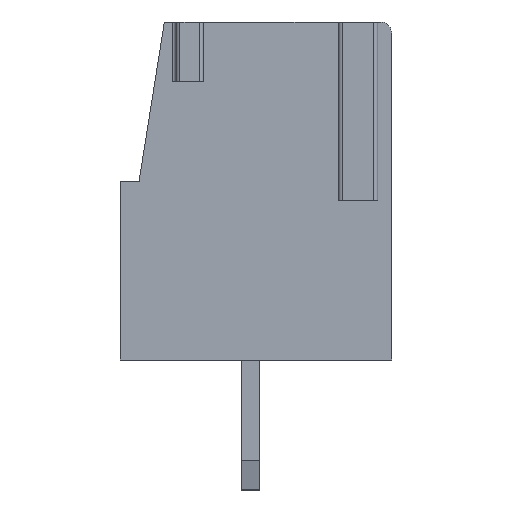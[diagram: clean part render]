
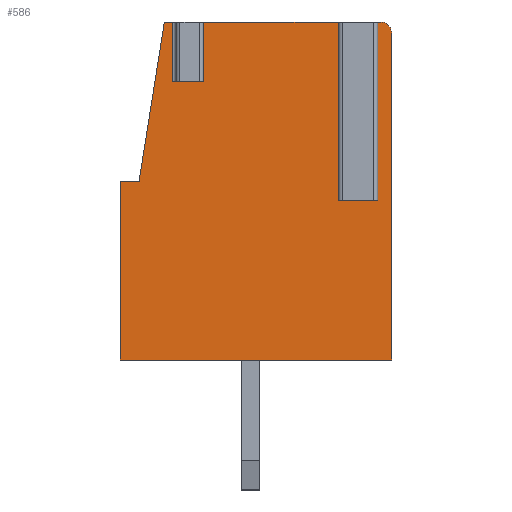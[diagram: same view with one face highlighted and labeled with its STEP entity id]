
A CAD part, left-side view. The second image highlights one B-rep face of the part: STEP entity #586.
In plain terms, the highlighted planar face has unit normal (-1, 0, 0).
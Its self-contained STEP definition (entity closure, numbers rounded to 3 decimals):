
#586 = ADVANCED_FACE( '', ( #1131 ), #1132, .F. );
#1131 = FACE_OUTER_BOUND( '', #1652, .T. );
#1132 = PLANE( '', #1653 );
#1652 = EDGE_LOOP( '', ( #3266, #3267, #3268, #3269, #3270, #3271, #3272, #3273, #3274, #3275, #3276, #3277, #3278, #3279, #3280 ) );
#1653 = AXIS2_PLACEMENT_3D( '', #3281, #3282, #3283 );
#3266 = ORIENTED_EDGE( '', *, *, #3779, .T. );
#3267 = ORIENTED_EDGE( '', *, *, #3904, .T. );
#3268 = ORIENTED_EDGE( '', *, *, #3849, .T. );
#3269 = ORIENTED_EDGE( '', *, *, #3599, .T. );
#3270 = ORIENTED_EDGE( '', *, *, #3543, .T. );
#3271 = ORIENTED_EDGE( '', *, *, #3560, .T. );
#3272 = ORIENTED_EDGE( '', *, *, #3725, .F. );
#3273 = ORIENTED_EDGE( '', *, *, #3787, .T. );
#3274 = ORIENTED_EDGE( '', *, *, #3683, .T. );
#3275 = ORIENTED_EDGE( '', *, *, #3652, .F. );
#3276 = ORIENTED_EDGE( '', *, *, #3792, .T. );
#3277 = ORIENTED_EDGE( '', *, *, #3784, .T. );
#3278 = ORIENTED_EDGE( '', *, *, #3880, .T. );
#3279 = ORIENTED_EDGE( '', *, *, #3883, .F. );
#3280 = ORIENTED_EDGE( '', *, *, #3691, .T. );
#3281 = CARTESIAN_POINT( '', ( -1.75, -8.03, 0. ) );
#3282 = DIRECTION( '', ( 1., 0., 0. ) );
#3283 = DIRECTION( '', ( 0., 0., 1. ) );
#3543 = EDGE_CURVE( '', #4362, #4360, #4363, .T. );
#3560 = EDGE_CURVE( '', #4360, #4388, #4390, .T. );
#3599 = EDGE_CURVE( '', #4440, #4362, #4451, .T. );
#3652 = EDGE_CURVE( '', #4532, #4533, #4534, .T. );
#3683 = EDGE_CURVE( '', #4583, #4533, #4584, .T. );
#3691 = EDGE_CURVE( '', #4593, #4594, #4595, .T. );
#3725 = EDGE_CURVE( '', #4644, #4388, #4646, .T. );
#3779 = EDGE_CURVE( '', #4594, #4713, #4715, .T. );
#3784 = EDGE_CURVE( '', #4722, #4720, #4723, .T. );
#3787 = EDGE_CURVE( '', #4644, #4583, #4726, .T. );
#3792 = EDGE_CURVE( '', #4532, #4722, #4731, .T. );
#3849 = EDGE_CURVE( '', #4800, #4440, #4802, .T. );
#3880 = EDGE_CURVE( '', #4720, #4841, #4842, .T. );
#3883 = EDGE_CURVE( '', #4593, #4841, #4845, .T. );
#3904 = EDGE_CURVE( '', #4713, #4800, #4870, .T. );
#4360 = VERTEX_POINT( '', #5509 );
#4362 = VERTEX_POINT( '', #5512 );
#4363 = LINE( '', #5513, #5514 );
#4388 = VERTEX_POINT( '', #5551 );
#4390 = LINE( '', #5554, #5555 );
#4440 = VERTEX_POINT( '', #5626 );
#4451 = LINE( '', #5643, #5644 );
#4532 = VERTEX_POINT( '', #5765 );
#4533 = VERTEX_POINT( '', #5766 );
#4534 = LINE( '', #5767, #5768 );
#4583 = VERTEX_POINT( '', #5833 );
#4584 = LINE( '', #5834, #5835 );
#4593 = VERTEX_POINT( '', #5847 );
#4594 = VERTEX_POINT( '', #5848 );
#4595 = LINE( '', #5849, #5850 );
#4644 = VERTEX_POINT( '', #5917 );
#4646 = CIRCLE( '', #5920, 0.3 );
#4713 = VERTEX_POINT( '', #6021 );
#4715 = LINE( '', #6024, #6025 );
#4720 = VERTEX_POINT( '', #6031 );
#4722 = VERTEX_POINT( '', #6033 );
#4723 = LINE( '', #6034, #6035 );
#4726 = LINE( '', #6039, #6040 );
#4731 = LINE( '', #6047, #6048 );
#4800 = VERTEX_POINT( '', #6146 );
#4802 = LINE( '', #6149, #6150 );
#4841 = VERTEX_POINT( '', #6202 );
#4842 = LINE( '', #6203, #6204 );
#4845 = LINE( '', #6207, #6208 );
#4870 = LINE( '', #6245, #6246 );
#5509 = CARTESIAN_POINT( '', ( -1.75, -7.3, 0. ) );
#5512 = CARTESIAN_POINT( '', ( -1.75, 0., 0. ) );
#5513 = CARTESIAN_POINT( '', ( -1.75, -3.5, 0. ) );
#5514 = VECTOR( '', #6540, 1000. );
#5551 = CARTESIAN_POINT( '', ( -1.75, -7.3, 8.8 ) );
#5554 = CARTESIAN_POINT( '', ( -1.75, -7.3, 0. ) );
#5555 = VECTOR( '', #6554, 1000. );
#5626 = CARTESIAN_POINT( '', ( -1.75, 0., 4.8 ) );
#5643 = CARTESIAN_POINT( '', ( -1.75, 0., 0. ) );
#5644 = VECTOR( '', #6594, 1000. );
#5765 = CARTESIAN_POINT( '', ( -1.75, -5.973, 4.3 ) );
#5766 = CARTESIAN_POINT( '', ( -1.75, -6.827, 4.3 ) );
#5767 = CARTESIAN_POINT( '', ( -1.75, -3.5, 4.3 ) );
#5768 = VECTOR( '', #6635, 1000. );
#5833 = CARTESIAN_POINT( '', ( -1.75, -6.827, 9.1 ) );
#5834 = CARTESIAN_POINT( '', ( -1.75, -6.827, 9.1 ) );
#5835 = VECTOR( '', #6679, 1000. );
#5847 = CARTESIAN_POINT( '', ( -1.75, -1.4, 7.5 ) );
#5848 = CARTESIAN_POINT( '', ( -1.75, -1.4, 9.1 ) );
#5849 = CARTESIAN_POINT( '', ( -1.75, -1.4, 7.5 ) );
#5850 = VECTOR( '', #6686, 1000. );
#5917 = CARTESIAN_POINT( '', ( -1.75, -7., 9.1 ) );
#5920 = AXIS2_PLACEMENT_3D( '', #6724, #6725, #6726 );
#6021 = CARTESIAN_POINT( '', ( -1.75, -1.181, 9.1 ) );
#6024 = CARTESIAN_POINT( '', ( -1.75, -3.5, 9.1 ) );
#6025 = VECTOR( '', #6777, 1000. );
#6031 = CARTESIAN_POINT( '', ( -1.75, -2.127, 9.1 ) );
#6033 = CARTESIAN_POINT( '', ( -1.75, -5.973, 9.1 ) );
#6034 = CARTESIAN_POINT( '', ( -1.75, -3.5, 9.1 ) );
#6035 = VECTOR( '', #6788, 1000. );
#6039 = CARTESIAN_POINT( '', ( -1.75, -3.5, 9.1 ) );
#6040 = VECTOR( '', #6793, 1000. );
#6047 = CARTESIAN_POINT( '', ( -1.75, -5.973, 4.3 ) );
#6048 = VECTOR( '', #6796, 1000. );
#6146 = CARTESIAN_POINT( '', ( -1.75, -0.5, 4.8 ) );
#6149 = CARTESIAN_POINT( '', ( -1.75, -3.5, 4.8 ) );
#6150 = VECTOR( '', #6839, 1000. );
#6202 = CARTESIAN_POINT( '', ( -1.75, -2.127, 7.5 ) );
#6203 = CARTESIAN_POINT( '', ( -1.75, -2.127, 9.1 ) );
#6204 = VECTOR( '', #6871, 1000. );
#6207 = CARTESIAN_POINT( '', ( -1.75, -3.5, 7.5 ) );
#6208 = VECTOR( '', #6875, 1000. );
#6245 = CARTESIAN_POINT( '', ( -1.75, 0.26, 0. ) );
#6246 = VECTOR( '', #6888, 1000. );
#6540 = DIRECTION( '', ( 0., -1., 0. ) );
#6554 = DIRECTION( '', ( 0., 0., 1. ) );
#6594 = DIRECTION( '', ( 0., 0., -1. ) );
#6635 = DIRECTION( '', ( 0., -1., 0. ) );
#6679 = DIRECTION( '', ( 0., 0., -1. ) );
#6686 = DIRECTION( '', ( 0., 0., 1. ) );
#6724 = CARTESIAN_POINT( '', ( -1.75, -7., 8.8 ) );
#6725 = DIRECTION( '', ( 1., 0., 0. ) );
#6726 = DIRECTION( '', ( 0., -1., 0. ) );
#6777 = DIRECTION( '', ( 0., 1., 0. ) );
#6788 = DIRECTION( '', ( 0., 1., 0. ) );
#6793 = DIRECTION( '', ( 0., 1., 0. ) );
#6796 = DIRECTION( '', ( 0., 0., 1. ) );
#6839 = DIRECTION( '', ( 0., 1., 0. ) );
#6871 = DIRECTION( '', ( 0., 0., -1. ) );
#6875 = DIRECTION( '', ( 0., -1., 0. ) );
#6888 = DIRECTION( '', ( 0., 0.156, -0.988 ) );
